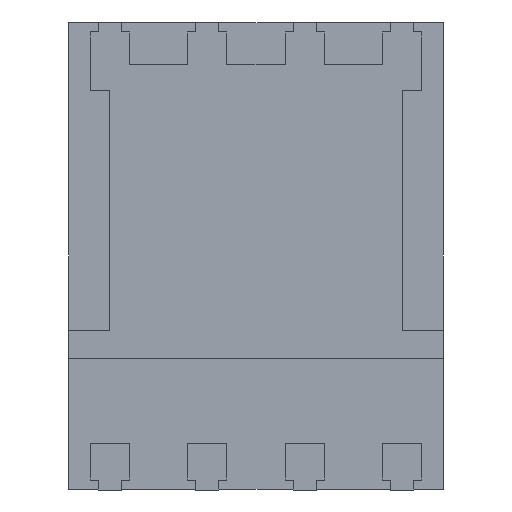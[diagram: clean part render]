
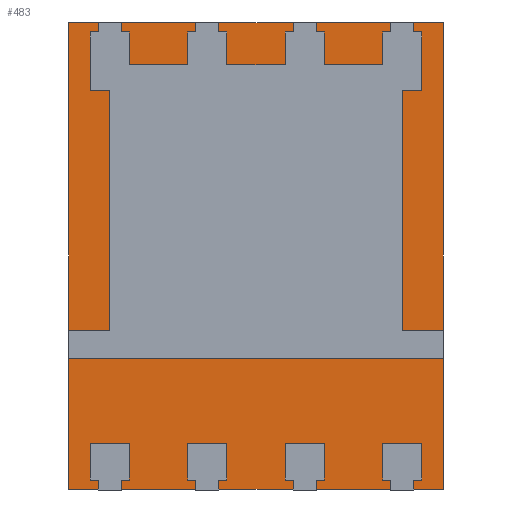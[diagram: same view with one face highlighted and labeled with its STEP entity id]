
A CAD part, front view. The second image highlights one B-rep face of the part: STEP entity #483.
In plain terms, the highlighted planar face has unit normal (0, -1, 0).
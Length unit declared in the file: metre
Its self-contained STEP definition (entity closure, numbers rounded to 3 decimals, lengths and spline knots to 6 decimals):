
#483 = ADVANCED_FACE( '', ( #1001 ), #1002, .F. );
#1001 = FACE_OUTER_BOUND( '', #1589, .T. );
#1002 = PLANE( '', #1590 );
#1589 = EDGE_LOOP( '', ( #3407, #3408, #3409, #3410 ) );
#1590 = AXIS2_PLACEMENT_3D( '', #3411, #3412, #3413 );
#3407 = ORIENTED_EDGE( '', *, *, #4309, .F. );
#3408 = ORIENTED_EDGE( '', *, *, #4328, .F. );
#3409 = ORIENTED_EDGE( '', *, *, #4252, .F. );
#3410 = ORIENTED_EDGE( '', *, *, #4416, .F. );
#3411 = CARTESIAN_POINT( '', ( -0.00028, 0.00005, -0.0006 ) );
#3412 = DIRECTION( '', ( 0., 1., 0. ) );
#3413 = DIRECTION( '', ( 0., 0., 1. ) );
#4252 = EDGE_CURVE( '', #5113, #5111, #5115, .T. );
#4309 = EDGE_CURVE( '', #5187, #5185, #5189, .T. );
#4328 = EDGE_CURVE( '', #5111, #5187, #5214, .T. );
#4416 = EDGE_CURVE( '', #5185, #5113, #5321, .T. );
#5111 = VERTEX_POINT( '', #7277 );
#5113 = VERTEX_POINT( '', #7280 );
#5115 = LINE( '', #7283, #7284 );
#5185 = VERTEX_POINT( '', #7432 );
#5187 = VERTEX_POINT( '', #7435 );
#5189 = LINE( '', #7438, #7439 );
#5214 = LINE( '', #7501, #7502 );
#5321 = LINE( '', #7800, #7801 );
#7277 = CARTESIAN_POINT( '', ( 0.0046, 0.00005, -0.0006 ) );
#7280 = CARTESIAN_POINT( '', ( 0.0046, 0.00005, 0.00548 ) );
#7283 = CARTESIAN_POINT( '', ( 0.0046, 0.00005, -0.0006 ) );
#7284 = VECTOR( '', #8148, 1. );
#7432 = CARTESIAN_POINT( '', ( -0.00028, 0.00005, 0.00548 ) );
#7435 = CARTESIAN_POINT( '', ( -0.00028, 0.00005, -0.0006 ) );
#7438 = CARTESIAN_POINT( '', ( -0.00028, 0.00005, -0.0006 ) );
#7439 = VECTOR( '', #8183, 1. );
#7501 = CARTESIAN_POINT( '', ( -0.00028, 0.00005, -0.0006 ) );
#7502 = VECTOR( '', #8195, 1. );
#7800 = CARTESIAN_POINT( '', ( -0.00028, 0.00005, 0.00548 ) );
#7801 = VECTOR( '', #8243, 1. );
#8148 = DIRECTION( '', ( 0., 0., -1. ) );
#8183 = DIRECTION( '', ( 0., 0., 1. ) );
#8195 = DIRECTION( '', ( -1., 0., 0. ) );
#8243 = DIRECTION( '', ( 1., 0., 0. ) );
